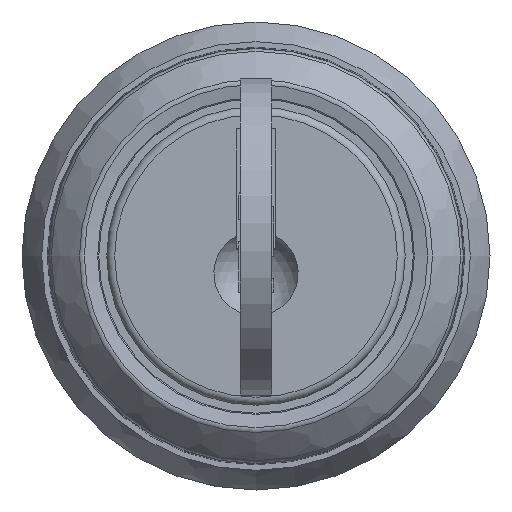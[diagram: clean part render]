
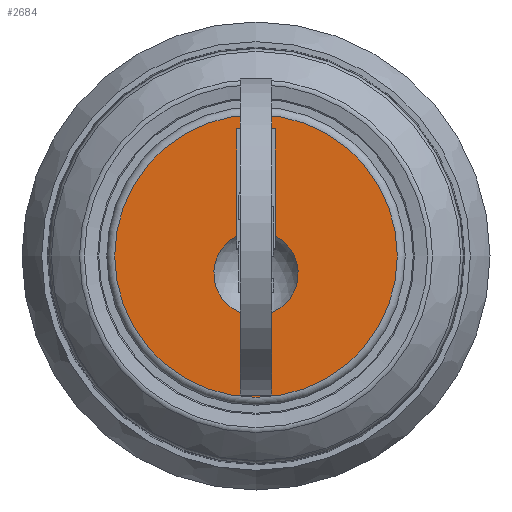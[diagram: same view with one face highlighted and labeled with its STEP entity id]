
A CAD part, front view. The second image highlights one B-rep face of the part: STEP entity #2684.
In plain terms, the highlighted planar face has unit normal (0, -1, 0).
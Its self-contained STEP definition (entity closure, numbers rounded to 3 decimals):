
#1454 = EDGE_CURVE( '', #3673, #3674, #3675, .T. );
#2100 = EDGE_CURVE( '', #4598, #4599, #4600, .T. );
#2140 = EDGE_CURVE( '', #4652, #4652, #4653, .T. );
#2344 = EDGE_CURVE( '', #4599, #3673, #4910, .T. );
#2596 = EDGE_CURVE( '', #3674, #4598, #5222, .T. );
#2684 = ADVANCED_FACE( '', ( #5325, #5326 ), #5327, .T. );
#3673 = VERTEX_POINT( '', #6877 );
#3674 = VERTEX_POINT( '', #6878 );
#3675 = LINE( '', #6879, #6880 );
#4598 = VERTEX_POINT( '', #8435 );
#4599 = VERTEX_POINT( '', #8436 );
#4600 = LINE( '', #8437, #8438 );
#4652 = VERTEX_POINT( '', #8523 );
#4653 = CIRCLE( '', #8524, 8.9 );
#4910 = CIRCLE( '', #9265, 2.653 );
#5222 = LINE( '', #9824, #9825 );
#5325 = FACE_OUTER_BOUND( '', #10003, .T. );
#5326 = FACE_BOUND( '', #10004, .T. );
#5327 = PLANE( '', #10005 );
#6877 = CARTESIAN_POINT( '', ( -1.225, -26.22, 1.254 ) );
#6878 = CARTESIAN_POINT( '', ( -1.225, -26.22, 8. ) );
#6879 = CARTESIAN_POINT( '', ( -1.225, -26.22, -0.475 ) );
#6880 = VECTOR( '', #11183, 1000. );
#8435 = CARTESIAN_POINT( '', ( 1.225, -26.22, 8. ) );
#8436 = CARTESIAN_POINT( '', ( 1.225, -26.22, 1.254 ) );
#8437 = CARTESIAN_POINT( '', ( 1.225, -26.22, -0.475 ) );
#8438 = VECTOR( '', #12417, 1000. );
#8523 = CARTESIAN_POINT( '', ( 0., -26.22, -8.9 ) );
#8524 = AXIS2_PLACEMENT_3D( '', #12477, #12478, #12479 );
#9265 = AXIS2_PLACEMENT_3D( '', #12861, #12862, #12863 );
#9824 = CARTESIAN_POINT( '', ( 0., -26.22, 8. ) );
#9825 = VECTOR( '', #13330, 1000. );
#10003 = EDGE_LOOP( '', ( #13473 ) );
#10004 = EDGE_LOOP( '', ( #13474, #13475, #13476, #13477 ) );
#10005 = AXIS2_PLACEMENT_3D( '', #13478, #13479, #13480 );
#11183 = DIRECTION( '', ( 0., 0., 1. ) );
#12417 = DIRECTION( '', ( 0., 0., -1. ) );
#12477 = CARTESIAN_POINT( '', ( 0., -26.22, 0. ) );
#12478 = DIRECTION( '', ( 0., 1., 0. ) );
#12479 = DIRECTION( '', ( 0., 0., -1. ) );
#12861 = CARTESIAN_POINT( '', ( 0., -26.22, -1.1 ) );
#12862 = DIRECTION( '', ( 0., 1., 0. ) );
#12863 = DIRECTION( '', ( 0., 0., 1. ) );
#13330 = DIRECTION( '', ( 1., 0., 0. ) );
#13473 = ORIENTED_EDGE( '', *, *, #2140, .F. );
#13474 = ORIENTED_EDGE( '', *, *, #2344, .T. );
#13475 = ORIENTED_EDGE( '', *, *, #1454, .T. );
#13476 = ORIENTED_EDGE( '', *, *, #2596, .T. );
#13477 = ORIENTED_EDGE( '', *, *, #2100, .T. );
#13478 = CARTESIAN_POINT( '', ( 0., -26.22, -4.45 ) );
#13479 = DIRECTION( '', ( 0., -1., 0. ) );
#13480 = DIRECTION( '', ( 0., 0., -1. ) );
